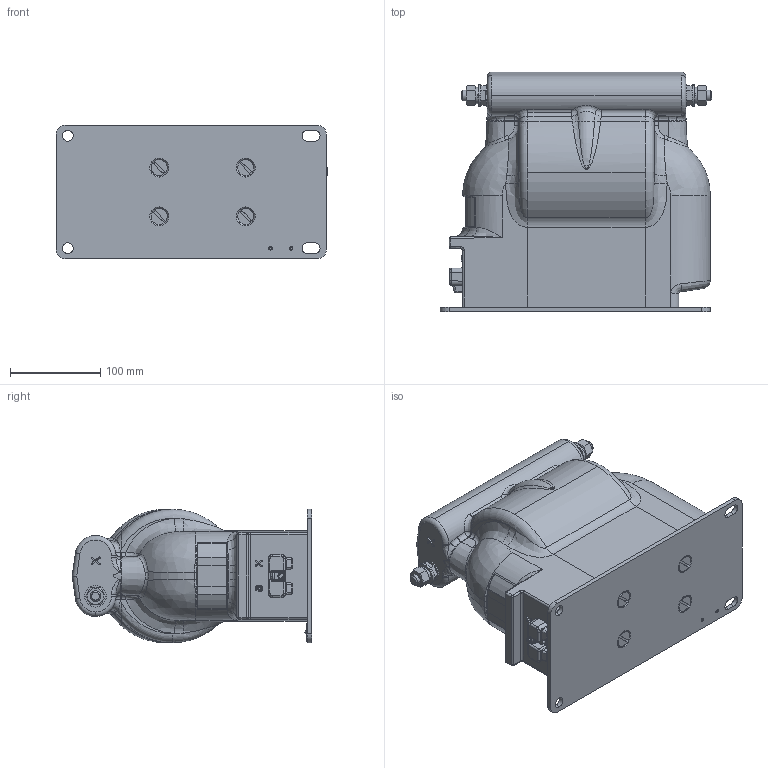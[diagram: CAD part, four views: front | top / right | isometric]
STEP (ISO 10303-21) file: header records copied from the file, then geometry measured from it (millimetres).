
FILE_DESCRIPTION (( 'STEP AP203' ), '1' );
FILE_NAME ('ﾍﾎﾋﾏ-6(10)ﾌ.STEP', '2022-08-01T07:53:07', ( '' ), ( '' ), 'SwSTEP 2.0', 'SolidWorks 2010', '' );
FILE_SCHEMA (( 'CONFIG_CONTROL_DESIGN' ));
Length unit declared in the file: millimetre
Products named in the file (1): ﾍﾎﾋﾏ-6(10)ﾌ
Bounding box: 301.75 x 265.88 x 148 mm (x, y, z)
Surface area: 308119.8 mm2 (no closed solid volume)
Topology: 0 solids, 28 shells, 558 faces, 1526 edges, 974 vertices
Faces by surface type: plane 170, cylinder 142, bspline 125, cone 57, torus 40, sphere 24
Entity records: 24903 total; most frequent: CARTESIAN_POINT 11886, ORIENTED_EDGE 2696, DIRECTION 2542, EDGE_CURVE 1516, AXIS2_PLACEMENT_3D 984, VERTEX_POINT 974, EDGE_LOOP 605, LINE 574
